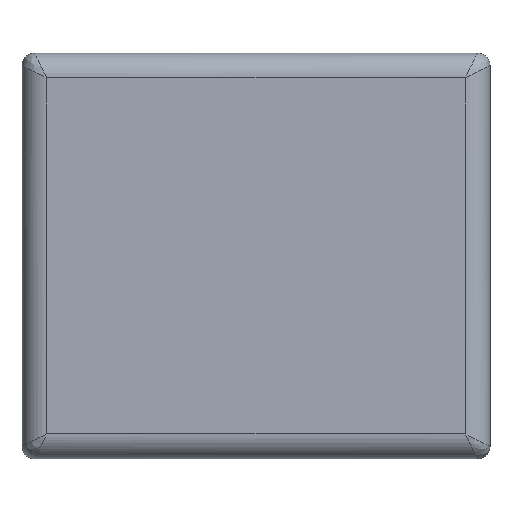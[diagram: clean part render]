
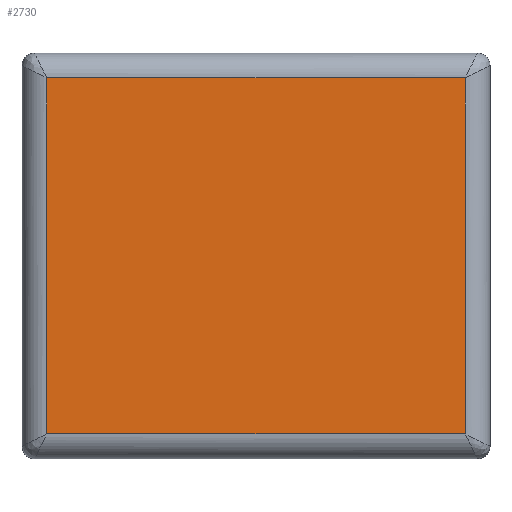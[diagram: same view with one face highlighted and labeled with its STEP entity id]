
A CAD part, top view. The second image highlights one B-rep face of the part: STEP entity #2730.
In plain terms, the highlighted planar face has unit normal (0, 0, 1).
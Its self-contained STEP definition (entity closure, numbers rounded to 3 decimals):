
#112=PLANE('',#2851);
#257=FACE_OUTER_BOUND('',#416,.T.);
#416=EDGE_LOOP('',(#2376,#2377,#2378,#2379));
#636=LINE('',#5054,#904);
#638=LINE('',#5057,#906);
#640=LINE('',#5060,#908);
#642=LINE('',#5063,#910);
#904=VECTOR('',#3208,10.);
#906=VECTOR('',#3212,10.);
#908=VECTOR('',#3216,10.);
#910=VECTOR('',#3220,10.);
#1293=VERTEX_POINT('',#4943);
#1296=VERTEX_POINT('',#4979);
#1299=VERTEX_POINT('',#5015);
#1301=VERTEX_POINT('',#5050);
#1660=EDGE_CURVE('',#1293,#1301,#636,.T.);
#1662=EDGE_CURVE('',#1301,#1299,#638,.T.);
#1664=EDGE_CURVE('',#1299,#1296,#640,.T.);
#1666=EDGE_CURVE('',#1296,#1293,#642,.T.);
#2376=ORIENTED_EDGE('',*,*,#1660,.F.);
#2377=ORIENTED_EDGE('',*,*,#1666,.F.);
#2378=ORIENTED_EDGE('',*,*,#1664,.F.);
#2379=ORIENTED_EDGE('',*,*,#1662,.F.);
#2730=ADVANCED_FACE('',(#257),#112,.T.);
#2851=AXIS2_PLACEMENT_3D('',#5077,#3237,#3238);
#3208=DIRECTION('',(0.,1.,0.));
#3212=DIRECTION('',(1.,0.,0.));
#3216=DIRECTION('',(0.,-1.,0.));
#3220=DIRECTION('',(-1.,0.,0.));
#3237=DIRECTION('center_axis',(0.,0.,1.));
#3238=DIRECTION('ref_axis',(1.,0.,0.));
#4943=CARTESIAN_POINT('',(-16.8,-14.3,0.4));
#4979=CARTESIAN_POINT('',(16.8,-14.3,0.4));
#5015=CARTESIAN_POINT('',(16.8,14.3,0.4));
#5050=CARTESIAN_POINT('',(-16.8,14.3,0.4));
#5054=CARTESIAN_POINT('',(-16.8,8.15,0.4));
#5057=CARTESIAN_POINT('',(9.4,14.3,0.4));
#5060=CARTESIAN_POINT('',(16.8,-8.15,0.4));
#5063=CARTESIAN_POINT('',(-9.4,-14.3,0.4));
#5077=CARTESIAN_POINT('Origin',(0.,0.,
0.4));
